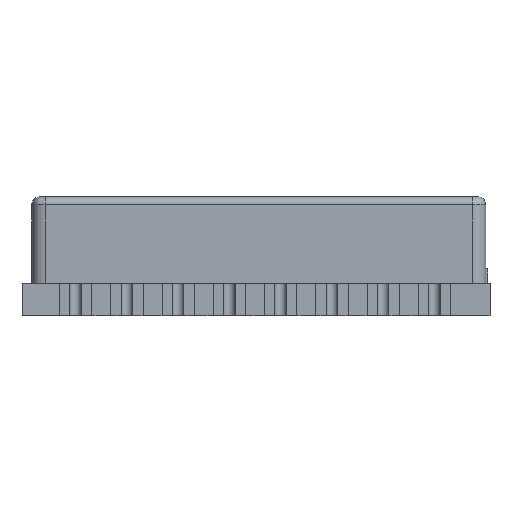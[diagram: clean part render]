
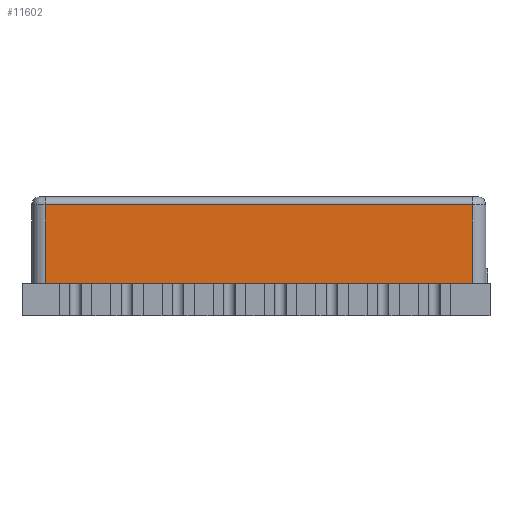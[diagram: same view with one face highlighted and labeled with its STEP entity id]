
A CAD part, front view. The second image highlights one B-rep face of the part: STEP entity #11602.
In plain terms, the highlighted face is planar.
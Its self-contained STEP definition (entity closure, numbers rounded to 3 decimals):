
#1443=FACE_OUTER_BOUND('',#2116,.T.);
#2116=EDGE_LOOP('',(#10010,#10011,#10012,#10013));
#3051=LINE('',#19737,#4192);
#3057=LINE('',#19786,#4198);
#3066=LINE('',#19810,#4207);
#3067=LINE('',#19811,#4208);
#4192=VECTOR('',#13879,10.);
#4198=VECTOR('',#13915,10.);
#4207=VECTOR('',#13942,10.);
#4208=VECTOR('',#13943,10.);
#5412=VERTEX_POINT('',#19727);
#5414=VERTEX_POINT('',#19733);
#5425=VERTEX_POINT('',#19784);
#5431=VERTEX_POINT('',#19809);
#6973=EDGE_CURVE('',#5412,#5414,#3051,.T.);
#6990=EDGE_CURVE('',#5412,#5425,#3057,.T.);
#7001=EDGE_CURVE('',#5431,#5425,#3066,.T.);
#7002=EDGE_CURVE('',#5414,#5431,#3067,.T.);
#10010=ORIENTED_EDGE('',*,*,#6973,.F.);
#10011=ORIENTED_EDGE('',*,*,#6990,.T.);
#10012=ORIENTED_EDGE('',*,*,#7001,.F.);
#10013=ORIENTED_EDGE('',*,*,#7002,.F.);
#10977=PLANE('',#12175);
#11602=ADVANCED_FACE('',(#1443),#10977,.T.);
#12175=AXIS2_PLACEMENT_3D('',#19808,#13940,#13941);
#13879=DIRECTION('',(0.,0.,1.));
#13915=DIRECTION('',(0.,-1.,0.));
#13940=DIRECTION('center_axis',(-1.,0.,0.));
#13941=DIRECTION('ref_axis',(0.,0.,-1.));
#13942=DIRECTION('',(0.,0.,-1.));
#13943=DIRECTION('',(0.,-1.,0.));
#19727=CARTESIAN_POINT('',(-5.037,2.753,-5.226));
#19733=CARTESIAN_POINT('',(-5.037,2.753,5.37));
#19737=CARTESIAN_POINT('',(-5.037,2.753,2.721));
#19784=CARTESIAN_POINT('',(-5.037,0.8,-5.226));
#19786=CARTESIAN_POINT('',(-5.037,2.95,-5.226));
#19808=CARTESIAN_POINT('Origin',(-5.037,2.95,5.37));
#19809=CARTESIAN_POINT('',(-5.037,0.8,5.37));
#19810=CARTESIAN_POINT('',(-5.037,0.8,5.37));
#19811=CARTESIAN_POINT('',(-5.037,2.95,5.37));
